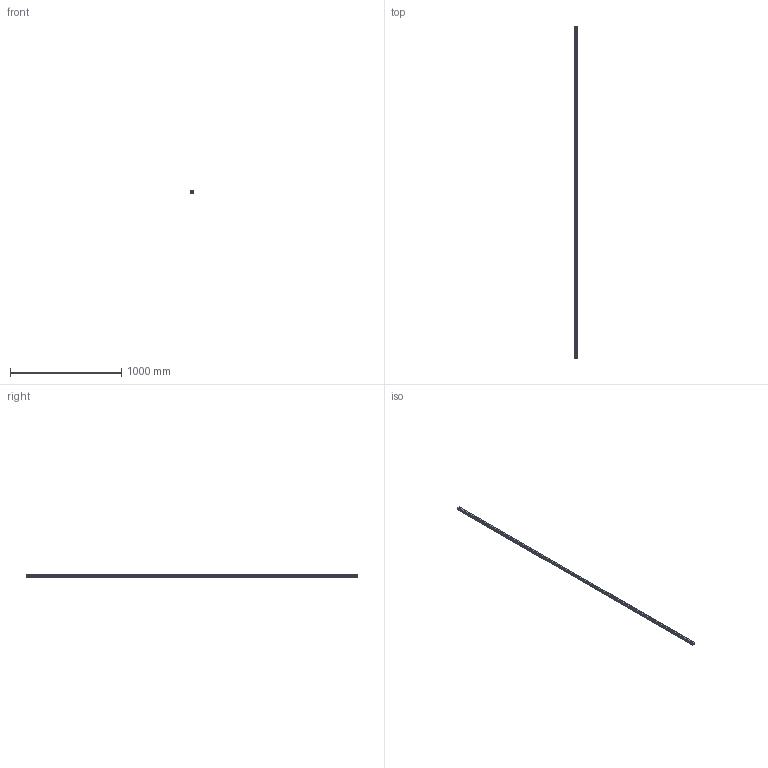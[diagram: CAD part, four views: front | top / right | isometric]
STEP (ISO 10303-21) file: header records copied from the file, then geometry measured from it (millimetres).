
FILE_DESCRIPTION(('STEP AP214'),'1');
FILE_NAME('cctmp_C93E30B4-D6E9-4525-A162-9E8C7ED8727F_2020_5_28_12_54_9_65..stp','2020-05-28T10:54:09',('HIWIN GmbH'),('CADClick - www.CADClick.com'),'Spatial InterOp 3D',' ','unknown authorization');
FILE_SCHEMA(('AUTOMOTIVE_DESIGN'));
Length unit declared in the file: millimetre
Products named in the file (1): HGR25R2980H_FILE
Bounding box: 23 x 2980 x 22 mm (x, y, z)
Volume: 1238474 mm3; surface area: 306337.4 mm2
Topology: 1 solids, 1 shells, 711 faces, 1815 edges, 1210 vertices
Faces by surface type: plane 389, cylinder 322
Entity records: 27785 total; most frequent: DIRECTION 4283, CARTESIAN_POINT 3737, ORIENTED_EDGE 3630, EDGE_CURVE 1815, AXIS2_PLACEMENT_3D 1756, VERTEX_POINT 1210, CIRCLE 844, EDGE_LOOP 815
